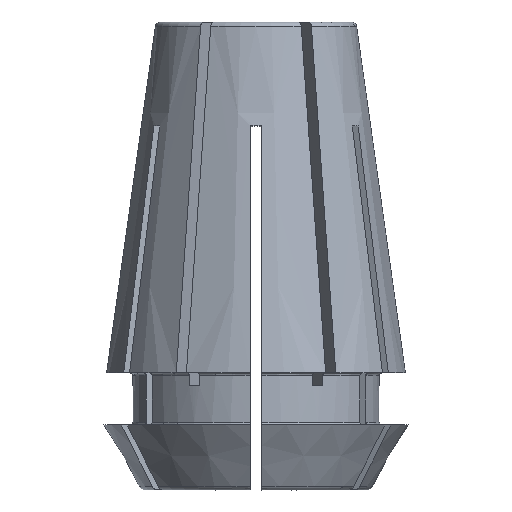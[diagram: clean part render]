
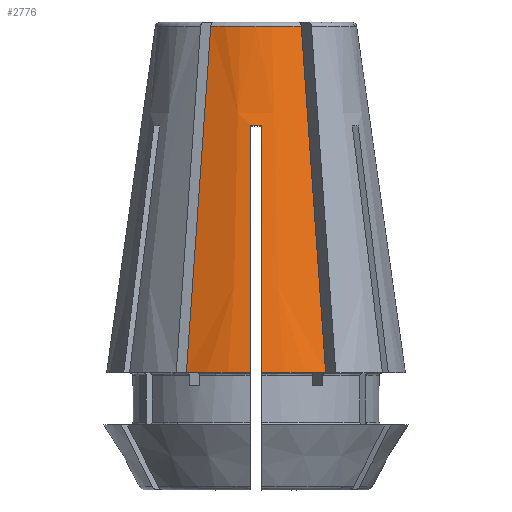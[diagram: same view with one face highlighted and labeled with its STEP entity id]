
A CAD part, front view. The second image highlights one B-rep face of the part: STEP entity #2776.
In plain terms, the highlighted conical face has half-angle 8 degrees and reference radius 5.718 mm.
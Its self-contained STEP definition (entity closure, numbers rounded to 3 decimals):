
#25=CONICAL_SURFACE('',#3058,5.718,0.14);
#179=B_SPLINE_CURVE_WITH_KNOTS('',3,(#4338,#4339,#4340,#4341,#4342,#4343,
#4344,#4345,#4346,#4347),.UNSPECIFIED.,.F.,.F.,(4,3,3,4),(0.007,
0.008,0.016,0.016),
 .UNSPECIFIED.);
#180=B_SPLINE_CURVE_WITH_KNOTS('',3,(#4362,#4363,#4364,#4365,#4366,#4367,
#4368,#4369,#4370,#4371),.UNSPECIFIED.,.F.,.F.,(4,3,3,4),(0.007,
0.008,0.016,0.016),
 .UNSPECIFIED.);
#246=B_SPLINE_CURVE_WITH_KNOTS('',3,(#4999,#5000,#5001,#5002,#5003,#5004,
#5005),.UNSPECIFIED.,.F.,.F.,(4,3,4),(0.,0.007,
0.013),.UNSPECIFIED.);
#247=B_SPLINE_CURVE_WITH_KNOTS('',3,(#5006,#5007,#5008,#5009,#5010,#5011,
#5012),.UNSPECIFIED.,.F.,.F.,(4,3,4),(0.,0.007,
0.013),.UNSPECIFIED.);
#282=CIRCLE('',#2854,5.75);
#367=CIRCLE('',#3001,5.75);
#368=CIRCLE('',#3005,4.415);
#389=CIRCLE('',#3057,3.877);
#976=ORIENTED_EDGE('',*,*,#1651,.F.);
#977=ORIENTED_EDGE('',*,*,#1650,.F.);
#978=ORIENTED_EDGE('',*,*,#1652,.T.);
#979=ORIENTED_EDGE('',*,*,#1552,.T.);
#980=ORIENTED_EDGE('',*,*,#1451,.F.);
#981=ORIENTED_EDGE('',*,*,#1558,.T.);
#982=ORIENTED_EDGE('',*,*,#1444,.T.);
#983=ORIENTED_EDGE('',*,*,#1325,.T.);
#1325=EDGE_CURVE('',#1764,#1762,#282,.T.);
#1444=EDGE_CURVE('',#1861,#1764,#179,.T.);
#1451=EDGE_CURVE('',#1867,#1868,#180,.T.);
#1552=EDGE_CURVE('',#1931,#1868,#367,.T.);
#1558=EDGE_CURVE('',#1867,#1861,#368,.T.);
#1650=EDGE_CURVE('',#1985,#1984,#389,.T.);
#1651=EDGE_CURVE('',#1984,#1762,#246,.T.);
#1652=EDGE_CURVE('',#1985,#1931,#247,.T.);
#1762=VERTEX_POINT('',#3983);
#1764=VERTEX_POINT('',#3986);
#1861=VERTEX_POINT('',#4348);
#1867=VERTEX_POINT('',#4361);
#1868=VERTEX_POINT('',#4372);
#1931=VERTEX_POINT('',#4685);
#1984=VERTEX_POINT('',#4991);
#1985=VERTEX_POINT('',#4996);
#2441=EDGE_LOOP('',(#976,#977,#978,#979,#980,#981,#982,#983));
#2593=FACE_BOUND('',#2441,.T.);
#2776=ADVANCED_FACE('',(#2593),#25,.T.);
#2854=AXIS2_PLACEMENT_3D('',#3985,#3185,#3186);
#3001=AXIS2_PLACEMENT_3D('',#4684,#3555,#3556);
#3005=AXIS2_PLACEMENT_3D('',#4701,#3566,#3567);
#3057=AXIS2_PLACEMENT_3D('',#4997,#3711,#3712);
#3058=AXIS2_PLACEMENT_3D('',#4998,#3713,#3714);
#3185=DIRECTION('',(0.,0.,1.));
#3186=DIRECTION('',(1.,0.,0.));
#3555=DIRECTION('',(0.,0.,1.));
#3556=DIRECTION('',(1.,0.,0.));
#3566=DIRECTION('',(0.,0.,1.));
#3567=DIRECTION('',(0.,-1.,0.));
#3711=DIRECTION('',(0.,0.,1.));
#3712=DIRECTION('',(1.,0.,0.));
#3713=DIRECTION('',(0.,0.,-1.));
#3714=DIRECTION('',(-1.,0.,0.));
#3983=CARTESIAN_POINT('',(2.678,-5.088,0.));
#3985=CARTESIAN_POINT('',(0.,0.,0.));
#3986=CARTESIAN_POINT('',(0.225,-5.746,0.));
#4338=CARTESIAN_POINT('',(0.225,-4.409,9.5));
#4339=CARTESIAN_POINT('',(0.225,-4.463,9.114));
#4340=CARTESIAN_POINT('',(0.225,-4.518,8.727));
#4341=CARTESIAN_POINT('',(0.225,-4.572,8.341));
#4342=CARTESIAN_POINT('',(0.225,-4.945,5.688));
#4343=CARTESIAN_POINT('',(0.225,-5.319,3.035));
#4344=CARTESIAN_POINT('',(0.225,-5.692,0.383));
#4345=CARTESIAN_POINT('',(0.225,-5.71,0.255));
#4346=CARTESIAN_POINT('',(0.225,-5.728,0.128));
#4347=CARTESIAN_POINT('',(0.225,-5.746,0.));
#4348=CARTESIAN_POINT('',(0.225,-4.409,9.5));
#4361=CARTESIAN_POINT('',(-0.225,-4.409,9.5));
#4362=CARTESIAN_POINT('',(-0.225,-4.409,9.5));
#4363=CARTESIAN_POINT('',(-0.225,-4.463,9.114));
#4364=CARTESIAN_POINT('',(-0.225,-4.518,8.727));
#4365=CARTESIAN_POINT('',(-0.225,-4.572,8.341));
#4366=CARTESIAN_POINT('',(-0.225,-4.945,5.688));
#4367=CARTESIAN_POINT('',(-0.225,-5.319,3.035));
#4368=CARTESIAN_POINT('',(-0.225,-5.692,0.383));
#4369=CARTESIAN_POINT('',(-0.225,-5.71,0.255));
#4370=CARTESIAN_POINT('',(-0.225,-5.728,0.128));
#4371=CARTESIAN_POINT('',(-0.225,-5.746,0.));
#4372=CARTESIAN_POINT('',(-0.225,-5.746,0.));
#4684=CARTESIAN_POINT('',(0.,0.,0.));
#4685=CARTESIAN_POINT('',(-2.678,-5.088,0.));
#4701=CARTESIAN_POINT('',(0.,0.,9.5));
#4991=CARTESIAN_POINT('',(1.74,-3.464,13.328));
#4996=CARTESIAN_POINT('',(-1.74,-3.464,13.328));
#4997=CARTESIAN_POINT('',(0.,0.,13.328));
#4998=CARTESIAN_POINT('',(0.,0.,0.228));
#4999=CARTESIAN_POINT('',(1.74,-3.464,13.328));
#5000=CARTESIAN_POINT('',(1.898,-3.738,11.081));
#5001=CARTESIAN_POINT('',(2.057,-4.012,8.835));
#5002=CARTESIAN_POINT('',(2.215,-4.286,6.588));
#5003=CARTESIAN_POINT('',(2.369,-4.553,4.392));
#5004=CARTESIAN_POINT('',(2.524,-4.821,2.196));
#5005=CARTESIAN_POINT('',(2.678,-5.088,0.));
#5006=CARTESIAN_POINT('',(-1.74,-3.464,13.328));
#5007=CARTESIAN_POINT('',(-1.898,-3.738,11.081));
#5008=CARTESIAN_POINT('',(-2.057,-4.012,8.835));
#5009=CARTESIAN_POINT('',(-2.215,-4.286,6.588));
#5010=CARTESIAN_POINT('',(-2.369,-4.553,4.392));
#5011=CARTESIAN_POINT('',(-2.524,-4.821,2.196));
#5012=CARTESIAN_POINT('',(-2.678,-5.088,0.));
